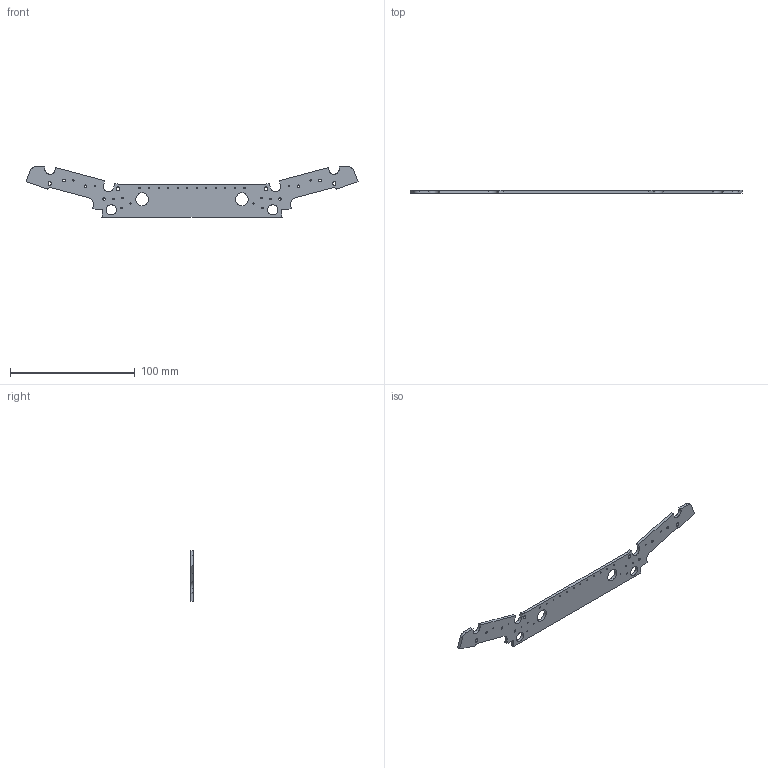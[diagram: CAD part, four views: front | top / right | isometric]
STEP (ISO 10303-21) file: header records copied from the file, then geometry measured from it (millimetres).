
FILE_DESCRIPTION(/* description */ (''),/* implementation_level */ '2;1');
FILE_NAME(/* name */ 'LightPCB.step',/* time_stamp */ '2023-12-27T13:52:55-05:00',/* author */ (''),/* organization */ (''),/* preprocessor_version */ 'ST-DEVELOPER v20',/* originating_system */ 'Autodesk Translation Framework v12.14.0.127',/* authorisation */ '');
FILE_SCHEMA (('AUTOMOTIVE_DESIGN { 1 0 10303 214 3 1 1 }'));
Length unit declared in the file: millimetre
Products named in the file (1): LightPCB
Bounding box: 266.15 x 2.4 x 40.3 mm (x, y, z)
Volume: 12859.9 mm3; surface area: 12849.2 mm2
Topology: 1 solids, 1 shells, 78 faces, 228 edges, 152 vertices
Faces by surface type: cylinder 48, plane 30
Full cylindrical faces by diameter (mm): 1 x24, 2 x6, 2.9 x4, 8.2 x2, 10.2 x2
Entity records: 2829 total; most frequent: DIRECTION 482, CARTESIAN_POINT 459, ORIENTED_EDGE 456, EDGE_CURVE 228, AXIS2_PLACEMENT_3D 175, EDGE_LOOP 154, VERTEX_POINT 152, LINE 132
